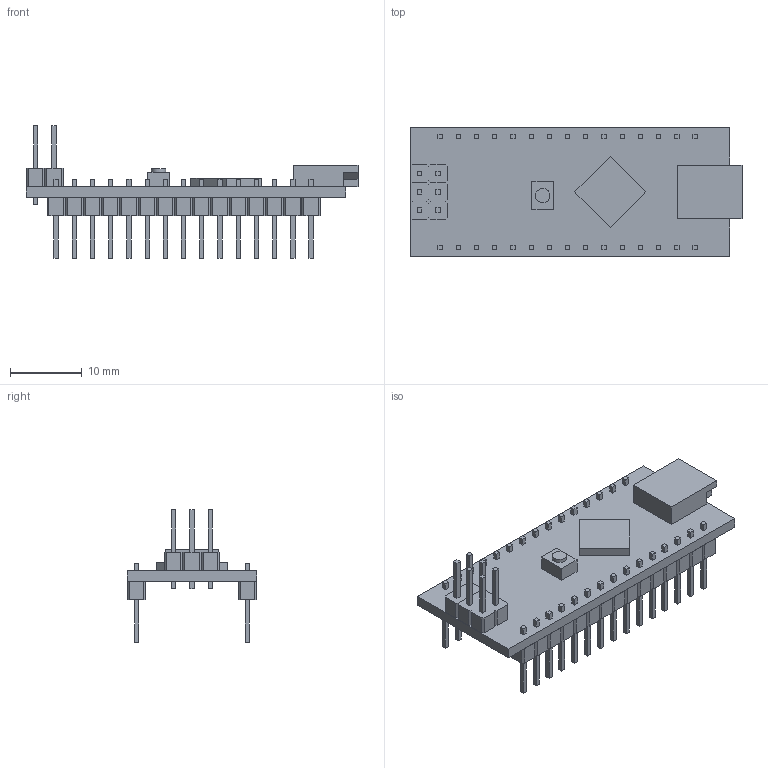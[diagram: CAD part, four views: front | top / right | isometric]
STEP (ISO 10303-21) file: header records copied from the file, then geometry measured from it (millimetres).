
FILE_DESCRIPTION(('FreeCAD Model'),'2;1');
FILE_NAME('Nano-Rev3_0.step','2015-08-15T00:27:30',('Author'),(''), 'Open CASCADE STEP processor 6.8','FreeCAD','Unknown');
FILE_SCHEMA(('AUTOMOTIVE_DESIGN_CC2 { 1 2 10303 214 -1 1 5 4 }'));
Length unit declared in the file: millimetre
Products named in the file (1): Fusion015
Bounding box: 46.3 x 18 x 18.5 mm (x, y, z)
Volume: 2151.9 mm3; surface area: 3403.2 mm2
Topology: 1 solids, 1 shells, 701 faces, 1773 edges, 1122 vertices
Faces by surface type: plane 700, cylinder 1
Full cylindrical faces by diameter (mm): 2 x1
Entity records: 43130 total; most frequent: CARTESIAN_POINT 7761, DIRECTION 6172, LINE 4763, VECTOR 4763, ORIENTED_EDGE 3546, PCURVE 3546, DEFINITIONAL_REPRESENTATION 3546, EDGE_CURVE 1773
